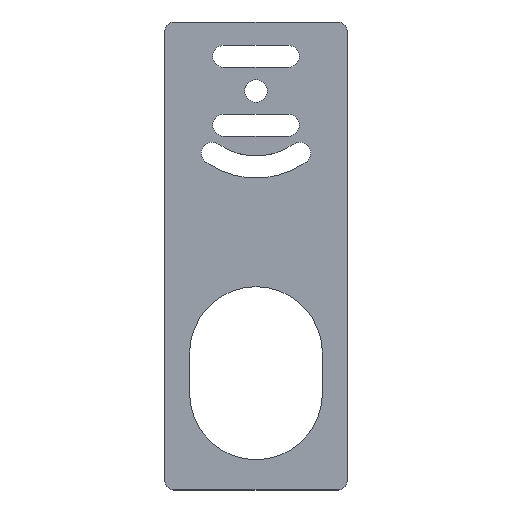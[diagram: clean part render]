
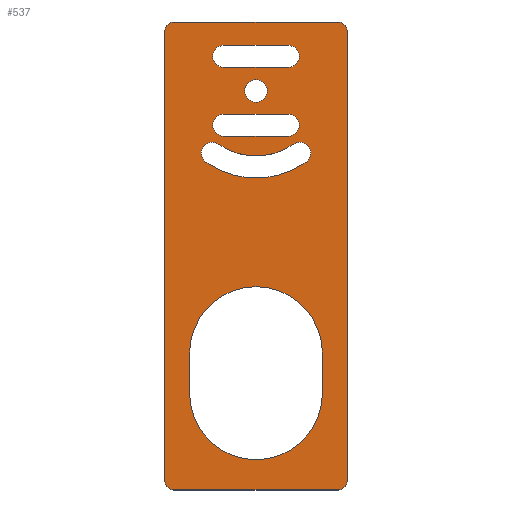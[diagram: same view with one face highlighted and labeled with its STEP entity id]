
A CAD part, top view. The second image highlights one B-rep face of the part: STEP entity #537.
In plain terms, the highlighted planar face has unit normal (0, 0, 1).
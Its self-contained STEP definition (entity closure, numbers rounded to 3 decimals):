
#20=FACE_BOUND('',#96,.T.);
#21=FACE_BOUND('',#97,.T.);
#22=FACE_BOUND('',#98,.T.);
#23=FACE_BOUND('',#99,.T.);
#24=FACE_BOUND('',#100,.T.);
#36=PLANE('',#614);
#63=FACE_OUTER_BOUND('',#95,.T.);
#95=EDGE_LOOP('',(#471,#472,#473,#474,#475,#476,#477,#478));
#96=EDGE_LOOP('',(#479,#480,#481,#482));
#97=EDGE_LOOP('',(#483,#484,#485,#486));
#98=EDGE_LOOP('',(#487));
#99=EDGE_LOOP('',(#488,#489,#490,#491));
#100=EDGE_LOOP('',(#492,#493,#494,#495));
#105=LINE('',#791,#150);
#117=LINE('',#845,#162);
#120=LINE('',#853,#165);
#128=LINE('',#882,#173);
#131=LINE('',#889,#176);
#135=LINE('',#902,#180);
#138=LINE('',#909,#183);
#141=LINE('',#918,#186);
#144=LINE('',#925,#189);
#145=LINE('',#927,#190);
#150=VECTOR('',#629,10.);
#162=VECTOR('',#677,10.);
#165=VECTOR('',#686,10.);
#173=VECTOR('',#720,10.);
#176=VECTOR('',#729,10.);
#180=VECTOR('',#743,10.);
#183=VECTOR('',#752,10.);
#186=VECTOR('',#761,10.);
#189=VECTOR('',#770,10.);
#190=VECTOR('',#773,10.);
#191=CIRCLE('',#559,2.);
#207=CIRCLE('',#578,2.);
#208=CIRCLE('',#581,2.);
#209=CIRCLE('',#584,2.);
#210=CIRCLE('',#586,2.55);
#211=CIRCLE('',#588,15.039);
#212=CIRCLE('',#590,2.55);
#213=CIRCLE('',#592,20.139);
#214=CIRCLE('',#594,2.55);
#215=CIRCLE('',#597,2.55);
#216=CIRCLE('',#600,2.65);
#217=CIRCLE('',#602,2.55);
#218=CIRCLE('',#605,2.55);
#219=CIRCLE('',#608,15.35);
#220=CIRCLE('',#611,15.35);
#221=VERTEX_POINT('',#778);
#222=VERTEX_POINT('',#779);
#226=VERTEX_POINT('',#789);
#249=VERTEX_POINT('',#839);
#250=VERTEX_POINT('',#843);
#251=VERTEX_POINT('',#847);
#252=VERTEX_POINT('',#848);
#253=VERTEX_POINT('',#855);
#254=VERTEX_POINT('',#859);
#255=VERTEX_POINT('',#860);
#256=VERTEX_POINT('',#865);
#257=VERTEX_POINT('',#869);
#258=VERTEX_POINT('',#875);
#259=VERTEX_POINT('',#876);
#260=VERTEX_POINT('',#881);
#261=VERTEX_POINT('',#885);
#262=VERTEX_POINT('',#891);
#263=VERTEX_POINT('',#895);
#264=VERTEX_POINT('',#896);
#265=VERTEX_POINT('',#901);
#266=VERTEX_POINT('',#905);
#267=VERTEX_POINT('',#911);
#268=VERTEX_POINT('',#912);
#269=VERTEX_POINT('',#917);
#270=VERTEX_POINT('',#921);
#271=EDGE_CURVE('',#221,#222,#191,.T.);
#277=EDGE_CURVE('',#226,#221,#105,.T.);
#301=EDGE_CURVE('',#249,#226,#207,.T.);
#304=EDGE_CURVE('',#250,#249,#117,.T.);
#305=EDGE_CURVE('',#251,#252,#208,.T.);
#308=EDGE_CURVE('',#222,#251,#120,.T.);
#309=EDGE_CURVE('',#253,#250,#209,.T.);
#311=EDGE_CURVE('',#254,#255,#210,.T.);
#314=EDGE_CURVE('',#256,#254,#211,.T.);
#316=EDGE_CURVE('',#257,#256,#212,.T.);
#318=EDGE_CURVE('',#255,#257,#213,.T.);
#319=EDGE_CURVE('',#258,#259,#214,.T.);
#322=EDGE_CURVE('',#260,#258,#128,.T.);
#324=EDGE_CURVE('',#261,#260,#215,.T.);
#326=EDGE_CURVE('',#259,#261,#131,.T.);
#327=EDGE_CURVE('',#262,#262,#216,.T.);
#329=EDGE_CURVE('',#263,#264,#217,.T.);
#332=EDGE_CURVE('',#265,#263,#135,.T.);
#334=EDGE_CURVE('',#266,#265,#218,.T.);
#336=EDGE_CURVE('',#264,#266,#138,.T.);
#337=EDGE_CURVE('',#267,#268,#219,.T.);
#340=EDGE_CURVE('',#269,#267,#141,.T.);
#342=EDGE_CURVE('',#270,#269,#220,.T.);
#344=EDGE_CURVE('',#268,#270,#144,.T.);
#345=EDGE_CURVE('',#252,#253,#145,.T.);
#471=ORIENTED_EDGE('',*,*,#271,.F.);
#472=ORIENTED_EDGE('',*,*,#277,.F.);
#473=ORIENTED_EDGE('',*,*,#301,.F.);
#474=ORIENTED_EDGE('',*,*,#304,.F.);
#475=ORIENTED_EDGE('',*,*,#309,.F.);
#476=ORIENTED_EDGE('',*,*,#345,.F.);
#477=ORIENTED_EDGE('',*,*,#305,.F.);
#478=ORIENTED_EDGE('',*,*,#308,.F.);
#479=ORIENTED_EDGE('',*,*,#311,.T.);
#480=ORIENTED_EDGE('',*,*,#318,.T.);
#481=ORIENTED_EDGE('',*,*,#316,.T.);
#482=ORIENTED_EDGE('',*,*,#314,.T.);
#483=ORIENTED_EDGE('',*,*,#319,.T.);
#484=ORIENTED_EDGE('',*,*,#326,.T.);
#485=ORIENTED_EDGE('',*,*,#324,.T.);
#486=ORIENTED_EDGE('',*,*,#322,.T.);
#487=ORIENTED_EDGE('',*,*,#327,.T.);
#488=ORIENTED_EDGE('',*,*,#329,.T.);
#489=ORIENTED_EDGE('',*,*,#336,.T.);
#490=ORIENTED_EDGE('',*,*,#334,.T.);
#491=ORIENTED_EDGE('',*,*,#332,.T.);
#492=ORIENTED_EDGE('',*,*,#337,.T.);
#493=ORIENTED_EDGE('',*,*,#344,.T.);
#494=ORIENTED_EDGE('',*,*,#342,.T.);
#495=ORIENTED_EDGE('',*,*,#340,.T.);
#537=ADVANCED_FACE('',(#63,#20,#21,#22,#23,#24),#36,.T.);
#559=AXIS2_PLACEMENT_3D('',#780,#619,#620);
#578=AXIS2_PLACEMENT_3D('',#840,#671,#672);
#581=AXIS2_PLACEMENT_3D('',#849,#680,#681);
#584=AXIS2_PLACEMENT_3D('',#856,#689,#690);
#586=AXIS2_PLACEMENT_3D('',#861,#694,#695);
#588=AXIS2_PLACEMENT_3D('',#866,#700,#701);
#590=AXIS2_PLACEMENT_3D('',#870,#705,#706);
#592=AXIS2_PLACEMENT_3D('',#873,#710,#711);
#594=AXIS2_PLACEMENT_3D('',#877,#714,#715);
#597=AXIS2_PLACEMENT_3D('',#886,#724,#725);
#600=AXIS2_PLACEMENT_3D('',#892,#732,#733);
#602=AXIS2_PLACEMENT_3D('',#897,#737,#738);
#605=AXIS2_PLACEMENT_3D('',#906,#747,#748);
#608=AXIS2_PLACEMENT_3D('',#913,#755,#756);
#611=AXIS2_PLACEMENT_3D('',#922,#765,#766);
#614=AXIS2_PLACEMENT_3D('',#928,#774,#775);
#619=DIRECTION('center_axis',(0.,0.,-1.));
#620=DIRECTION('ref_axis',(0.707,-0.707,0.));
#629=DIRECTION('',(0.,-1.,0.));
#671=DIRECTION('center_axis',(0.,0.,-1.));
#672=DIRECTION('ref_axis',(0.707,0.707,0.));
#677=DIRECTION('',(1.,0.,0.));
#680=DIRECTION('center_axis',(0.,0.,-1.));
#681=DIRECTION('ref_axis',(-0.707,-0.707,0.));
#686=DIRECTION('',(-1.,0.,0.));
#689=DIRECTION('center_axis',(0.,0.,-1.));
#690=DIRECTION('ref_axis',(-0.707,0.707,0.));
#694=DIRECTION('center_axis',(0.,0.,-1.));
#695=DIRECTION('ref_axis',(0.574,-0.819,0.));
#700=DIRECTION('center_axis',(0.,0.,1.));
#701=DIRECTION('ref_axis',(0.574,0.819,0.));
#705=DIRECTION('center_axis',(0.,0.,-1.));
#706=DIRECTION('ref_axis',(0.574,0.819,0.));
#710=DIRECTION('center_axis',(0.,0.,-1.));
#711=DIRECTION('ref_axis',(-0.574,-0.819,0.));
#714=DIRECTION('center_axis',(0.,0.,-1.));
#715=DIRECTION('ref_axis',(0.,-1.,0.));
#720=DIRECTION('',(-1.,0.,0.));
#724=DIRECTION('center_axis',(0.,0.,-1.));
#725=DIRECTION('ref_axis',(0.,1.,0.));
#729=DIRECTION('',(1.,0.,0.));
#732=DIRECTION('center_axis',(0.,0.,-1.));
#733=DIRECTION('ref_axis',(-1.,0.,0.));
#737=DIRECTION('center_axis',(0.,0.,-1.));
#738=DIRECTION('ref_axis',(0.,-1.,0.));
#743=DIRECTION('',(-1.,0.,0.));
#747=DIRECTION('center_axis',(0.,0.,-1.));
#748=DIRECTION('ref_axis',(0.,1.,0.));
#752=DIRECTION('',(1.,0.,0.));
#755=DIRECTION('center_axis',(0.,0.,-1.));
#756=DIRECTION('ref_axis',(1.,0.,0.));
#761=DIRECTION('',(0.,-1.,0.));
#765=DIRECTION('center_axis',(0.,0.,-1.));
#766=DIRECTION('ref_axis',(-1.,0.,0.));
#770=DIRECTION('',(0.,1.,0.));
#773=DIRECTION('',(0.,1.,0.));
#774=DIRECTION('center_axis',(0.,0.,1.));
#775=DIRECTION('ref_axis',(1.,0.,0.));
#778=CARTESIAN_POINT('',(21.05,-52.1,2.));
#779=CARTESIAN_POINT('',(19.05,-54.1,2.));
#780=CARTESIAN_POINT('Origin',(19.05,-52.1,2.));
#789=CARTESIAN_POINT('',(21.05,52.1,2.));
#791=CARTESIAN_POINT('',(21.05,54.1,2.));
#839=CARTESIAN_POINT('',(19.05,54.1,2.));
#840=CARTESIAN_POINT('Origin',(19.05,52.1,2.));
#843=CARTESIAN_POINT('',(-19.05,54.1,2.));
#845=CARTESIAN_POINT('',(-21.05,54.1,2.));
#847=CARTESIAN_POINT('',(-19.05,-54.1,2.));
#848=CARTESIAN_POINT('',(-21.05,-52.1,2.));
#849=CARTESIAN_POINT('Origin',(-19.05,-52.1,2.));
#853=CARTESIAN_POINT('',(21.05,-54.1,2.));
#855=CARTESIAN_POINT('',(-21.05,52.1,2.));
#856=CARTESIAN_POINT('Origin',(-19.05,52.1,2.));
#859=CARTESIAN_POINT('',(8.636,25.838,2.));
#860=CARTESIAN_POINT('',(11.564,21.662,2.));
#861=CARTESIAN_POINT('Origin',(10.1,23.75,2.));
#865=CARTESIAN_POINT('',(-8.636,25.838,2.));
#866=CARTESIAN_POINT('Origin',(0.,38.15,2.));
#869=CARTESIAN_POINT('',(-11.564,21.662,2.));
#870=CARTESIAN_POINT('Origin',(-10.1,23.75,2.));
#873=CARTESIAN_POINT('Origin',(0.,38.15,2.));
#875=CARTESIAN_POINT('',(-7.45,43.6,2.));
#876=CARTESIAN_POINT('',(-7.45,48.7,2.));
#877=CARTESIAN_POINT('Origin',(-7.45,46.15,2.));
#881=CARTESIAN_POINT('',(7.45,43.6,2.));
#882=CARTESIAN_POINT('',(3.725,43.6,2.));
#885=CARTESIAN_POINT('',(7.45,48.7,2.));
#886=CARTESIAN_POINT('Origin',(7.45,46.15,2.));
#889=CARTESIAN_POINT('',(-3.725,48.7,2.));
#891=CARTESIAN_POINT('',(2.65,38.15,2.));
#892=CARTESIAN_POINT('Origin',(0.,38.15,2.));
#895=CARTESIAN_POINT('',(-7.45,27.7,2.));
#896=CARTESIAN_POINT('',(-7.45,32.8,2.));
#897=CARTESIAN_POINT('Origin',(-7.45,30.25,2.));
#901=CARTESIAN_POINT('',(7.45,27.7,2.));
#902=CARTESIAN_POINT('',(3.725,27.7,2.));
#905=CARTESIAN_POINT('',(7.45,32.8,2.));
#906=CARTESIAN_POINT('Origin',(7.45,30.25,2.));
#909=CARTESIAN_POINT('',(-3.725,32.8,2.));
#911=CARTESIAN_POINT('',(15.35,-31.75,2.));
#912=CARTESIAN_POINT('',(-15.35,-31.75,2.));
#913=CARTESIAN_POINT('Origin',(0.,-31.75,2.));
#917=CARTESIAN_POINT('',(15.35,-22.45,2.));
#918=CARTESIAN_POINT('',(15.35,-11.225,2.));
#921=CARTESIAN_POINT('',(-15.35,-22.45,2.));
#922=CARTESIAN_POINT('Origin',(0.,-22.45,2.));
#925=CARTESIAN_POINT('',(-15.35,-15.875,2.));
#927=CARTESIAN_POINT('',(-21.05,-54.1,2.));
#928=CARTESIAN_POINT('Origin',(0.,0.,2.));
